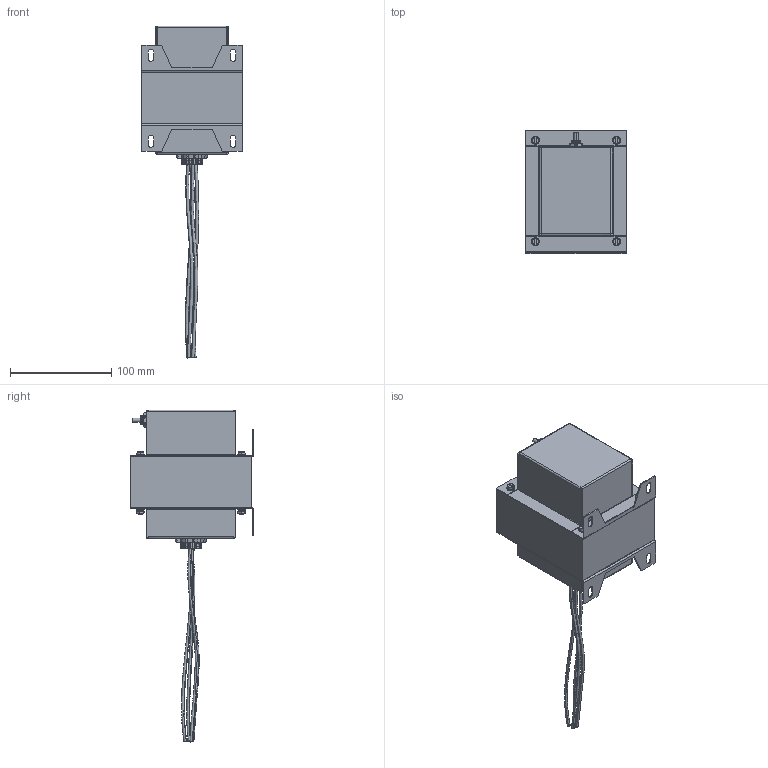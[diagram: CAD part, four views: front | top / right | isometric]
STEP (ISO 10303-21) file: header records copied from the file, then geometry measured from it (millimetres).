
FILE_DESCRIPTION (( 'STEP AP214' ), '1' );
FILE_NAME ('CCT1-300-DSCS-C.STEP', '2024-08-08T09:38:54', ( '' ), ( '' ), 'SwSTEP 2.0', 'SolidWorks 2022', '' );
FILE_SCHEMA (( 'AUTOMOTIVE_DESIGN' ));
Length unit declared in the file: inch
Products named in the file (1): CCT1-300-DSCS-C
Bounding box: 100.01 x 122 x 327.45 mm (x, y, z)
Volume: 542496.3 mm3; surface area: 179071.4 mm2
Topology: 32 solids, 32 shells, 811 faces, 1862 edges, 1105 vertices
Faces by surface type: plane 279, cylinder 273, cone 96, bspline 77, torus 50, sphere 36
Entity records: 39252 total; most frequent: CARTESIAN_POINT 10771, ORIENTED_EDGE 3672, DIRECTION 3584, EDGE_CURVE 1836, AXIS2_PLACEMENT_3D 1421, VERTEX_POINT 1095, EDGE_LOOP 887, DIMENSIONAL_EXPONENTS 845
